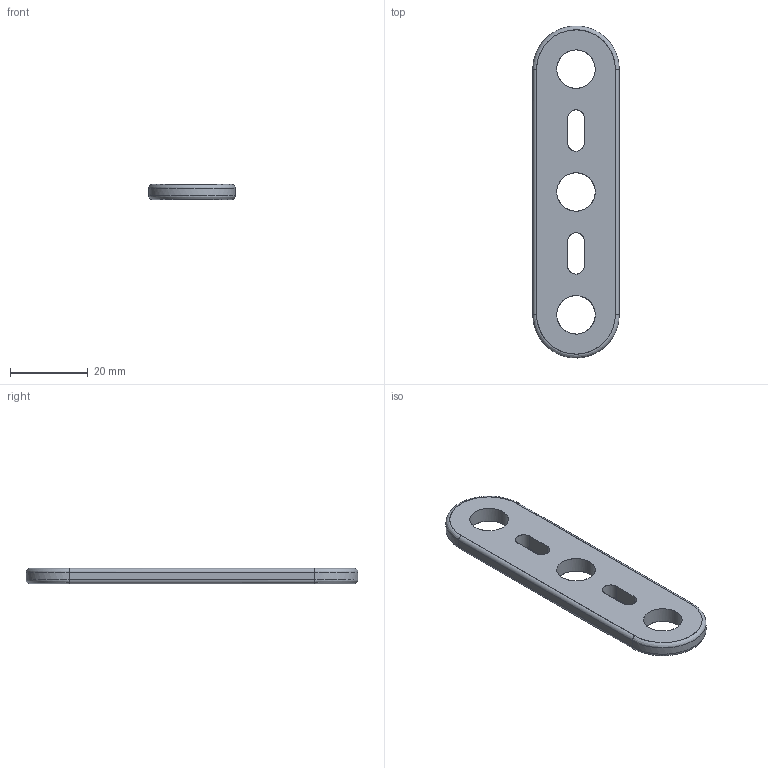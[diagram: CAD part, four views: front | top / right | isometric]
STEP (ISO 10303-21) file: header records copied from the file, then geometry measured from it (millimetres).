
FILE_DESCRIPTION((''),'2;1');
FILE_NAME('T3.stp','2021-05-17T14:57:35',(''),(''),'AutoCAD STEP 2000i','AutoCAD 2000i',', , ');
FILE_SCHEMA(('CONFIG_CONTROL_DESIGN'));
Length unit declared in the file: millimetre
Products named in the file (1): T3
Bounding box: 22.25 x 85.53 x 3.95 mm (x, y, z)
Surface area: 4148.1 mm2 (no closed solid volume)
Topology: 0 solids, 0 shells, 25 faces, 104 edges, 98 vertices
Faces by surface type: bspline 25
Entity records: 3156 total; most frequent: CARTESIAN_POINT 2605, QUASI_UNIFORM_CURVE 142, PCURVE 104, COMPOSITE_CURVE_SEGMENT 104, B_SPLINE_CURVE_WITH_KNOTS 32, OUTER_BOUNDARY_CURVE 25, CURVE_BOUNDED_SURFACE 25, BOUNDARY_CURVE 10
